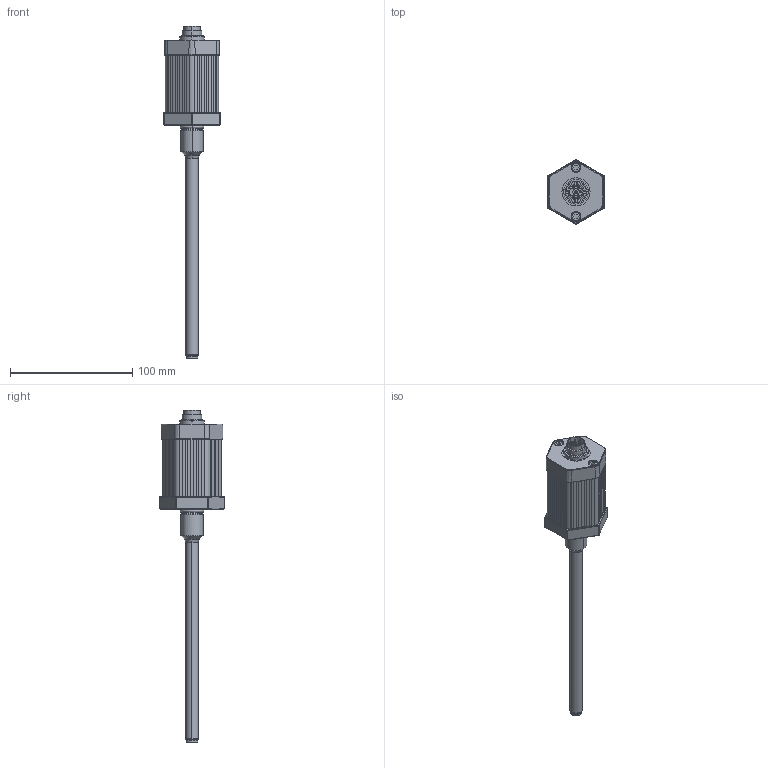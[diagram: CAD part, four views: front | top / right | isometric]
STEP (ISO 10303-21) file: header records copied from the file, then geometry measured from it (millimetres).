
FILE_DESCRIPTION (( 'STEP AP214' ), '1' );
FILE_NAME ('TH1-0100-102-___-103.STEP', '2014-07-04T07:38:01', ( 'dummy' ), ( 'Microsoft' ), 'SwSTEP 2.0', 'SolidWorks 2013', '' );
FILE_SCHEMA (( 'AUTOMOTIVE_DESIGN' ));
Length unit declared in the file: millimetre
Products named in the file (1): TH1-0100-102-___-103
Bounding box: 46 x 52.96 x 271.5 mm (x, y, z)
Surface area: 25280.5 mm2 (no closed solid volume)
Topology: 0 solids, 64 shells, 537 faces, 2938 edges, 2419 vertices
Faces by surface type: plane 297, cylinder 106, torus 54, bspline 36, cone 30, sphere 14
Entity records: 40221 total; most frequent: CARTESIAN_POINT 13887, ORIENTED_EDGE 3660, DIRECTION 3512, EDGE_CURVE 2911, VERTEX_POINT 2406, LINE 1650, VECTOR 1650, AXIS2_PLACEMENT_3D 931
